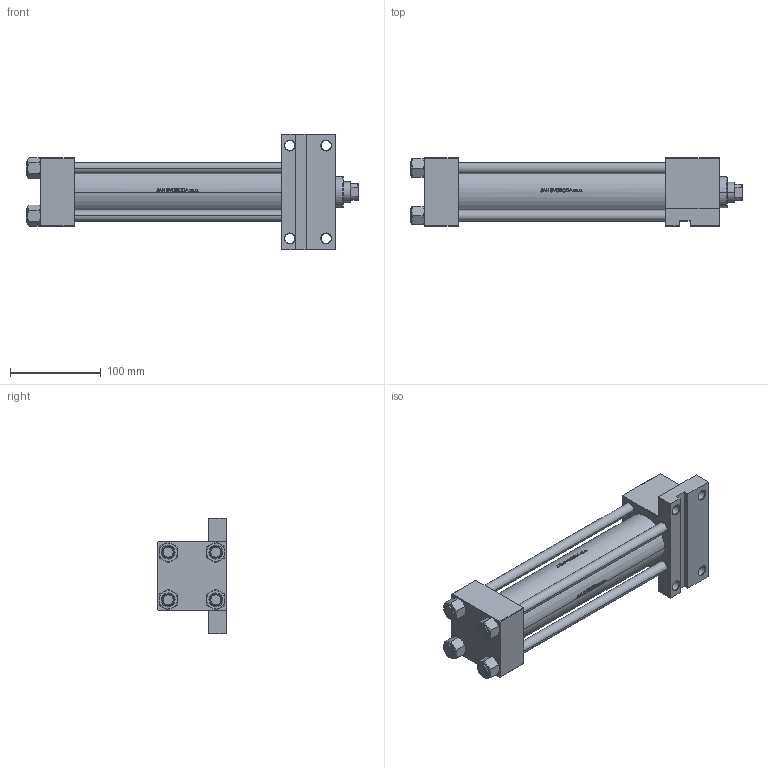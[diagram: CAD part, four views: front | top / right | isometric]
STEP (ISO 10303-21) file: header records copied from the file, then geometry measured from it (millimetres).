
FILE_DESCRIPTION (( 'STEP AP203' ), '1' );
FILE_NAME ('22f6.STEP', '2023-08-23T08:37:05', ( '' ), ( '' ), 'SwSTEP 2.0', 'SolidWorks 2019', '' );
FILE_SCHEMA (( 'CONFIG_CONTROL_DESIGN' ));
Length unit declared in the file: millimetre
Products named in the file (6): V215CR_VCP_F 141b7870f75f268a7df767a9b34e2f13; V215_VC_A 141b7870f75f268a7df767a9b34e2f13; V215CR_F_TYCINKA 141b7870f75f268a7df767a9b34e2f13; 22f6; NUT_M5_F 141b7870f75f268a7df767a9b34e2f13; V215CR_F_Body 141b7870f75f268a7df767a9b34e2f13
Assembly tree (11 placements, depth 2):
  22f6
    V215CR_F_Body 141b7870f75f268a7df767a9b34e2f13
    V215CR_VCP_F 141b7870f75f268a7df767a9b34e2f13
    V215CR_F_TYCINKA 141b7870f75f268a7df767a9b34e2f13  x4
    NUT_M5_F 141b7870f75f268a7df767a9b34e2f13  x4
    V215_VC_A 141b7870f75f268a7df767a9b34e2f13
Bounding box: 365 x 75 x 127 mm (x, y, z)
Volume: 933147.3 mm3; surface area: 250347.3 mm2
Topology: 11 solids, 11 shells, 1103 faces, 2720 edges, 1757 vertices
Faces by surface type: plane 437, bspline 380, cone 152, cylinder 126, torus 8
Entity records: 47542 total; most frequent: CARTESIAN_POINT 25879, ORIENTED_EDGE 4932, DIRECTION 3100, EDGE_CURVE 2466, VERTEX_POINT 1613, VECTOR 1276, LINE 1276, EDGE_LOOP 1121
